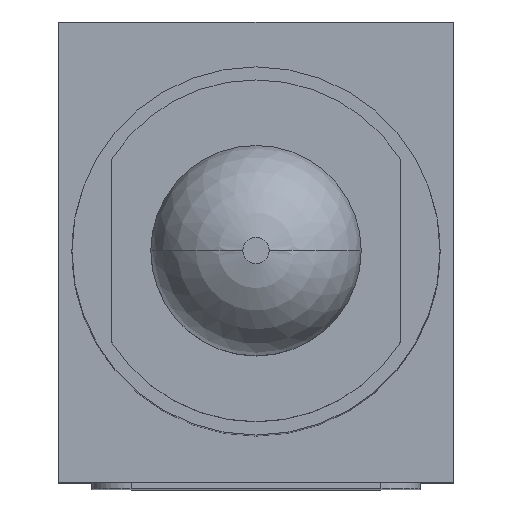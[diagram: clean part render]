
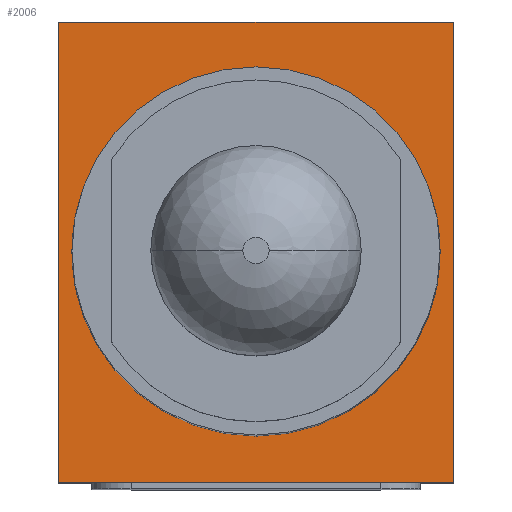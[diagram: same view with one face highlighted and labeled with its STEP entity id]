
A CAD part, top view. The second image highlights one B-rep face of the part: STEP entity #2006.
In plain terms, the highlighted planar face has unit normal (0, 0, 1).
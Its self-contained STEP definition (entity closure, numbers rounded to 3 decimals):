
#134=DIRECTION('',(0.,-1.,0.));
#135=VECTOR('',#134,35.);
#136=CARTESIAN_POINT('',(-15.,17.5,28.));
#137=LINE('',#136,#135);
#138=DIRECTION('',(-1.,0.,0.));
#139=VECTOR('',#138,30.);
#140=CARTESIAN_POINT('',(15.,17.5,28.));
#141=LINE('',#140,#139);
#142=DIRECTION('',(0.,1.,0.));
#143=VECTOR('',#142,35.);
#144=CARTESIAN_POINT('',(15.,-17.5,28.));
#145=LINE('',#144,#143);
#146=DIRECTION('',(1.,0.,0.));
#147=VECTOR('',#146,30.);
#148=CARTESIAN_POINT('',(-15.,-17.5,28.));
#149=LINE('',#148,#147);
#150=CARTESIAN_POINT('',(0.,0.,28.));
#151=DIRECTION('',(0.,0.,1.));
#152=DIRECTION('',(0.,1.,0.));
#153=AXIS2_PLACEMENT_3D('',#150,#151,#152);
#155=CARTESIAN_POINT('',(0.,0.,28.));
#156=DIRECTION('',(0.,0.,1.));
#157=DIRECTION('',(0.,-1.,0.));
#158=AXIS2_PLACEMENT_3D('',#155,#156,#157);
#1486=CARTESIAN_POINT('',(-15.,17.5,28.));
#1487=CARTESIAN_POINT('',(-15.,-17.5,28.));
#1488=VERTEX_POINT('',#1486);
#1489=VERTEX_POINT('',#1487);
#1490=CARTESIAN_POINT('',(15.,-17.5,28.));
#1491=VERTEX_POINT('',#1490);
#1492=CARTESIAN_POINT('',(15.,17.5,28.));
#1493=VERTEX_POINT('',#1492);
#1578=CARTESIAN_POINT('',(0.,14.,28.));
#1579=CARTESIAN_POINT('',(0.,-14.,28.));
#1580=VERTEX_POINT('',#1578);
#1581=VERTEX_POINT('',#1579);
#1986=CARTESIAN_POINT('',(0.,0.,28.));
#1987=DIRECTION('',(0.,0.,1.));
#1988=DIRECTION('',(1.,0.,0.));
#1989=AXIS2_PLACEMENT_3D('',#1986,#1987,#1988);
#1990=PLANE('',#1989);
#1992=ORIENTED_EDGE('',*,*,#1991,.F.);
#1994=ORIENTED_EDGE('',*,*,#1993,.F.);
#1996=ORIENTED_EDGE('',*,*,#1995,.F.);
#1998=ORIENTED_EDGE('',*,*,#1997,.F.);
#1999=EDGE_LOOP('',(#1992,#1994,#1996,#1998));
#2000=FACE_OUTER_BOUND('',#1999,.F.);
#2002=ORIENTED_EDGE('',*,*,#2001,.T.);
#2003=ORIENTED_EDGE('',*,*,#1966,.T.);
#2004=EDGE_LOOP('',(#2002,#2003));
#2005=FACE_BOUND('',#2004,.F.);
#2006=ADVANCED_FACE('',(#2000,#2005),#1990,.T.);
#154=CIRCLE('',#153,14.);
#159=CIRCLE('',#158,14.);
#1966=EDGE_CURVE('',#1581,#1580,#159,.T.);
#1991=EDGE_CURVE('',#1488,#1489,#137,.T.);
#1993=EDGE_CURVE('',#1493,#1488,#141,.T.);
#1995=EDGE_CURVE('',#1491,#1493,#145,.T.);
#1997=EDGE_CURVE('',#1489,#1491,#149,.T.);
#2001=EDGE_CURVE('',#1580,#1581,#154,.T.);
